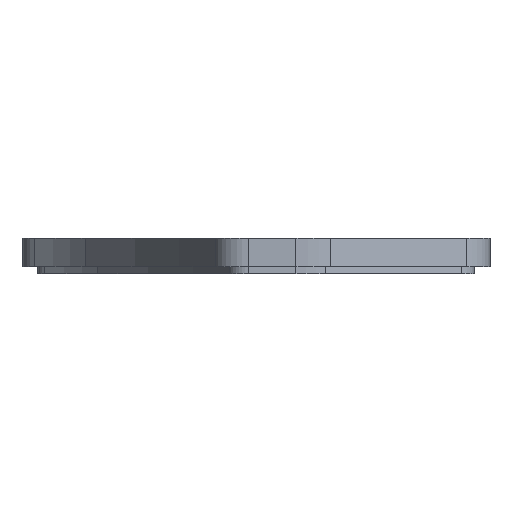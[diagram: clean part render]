
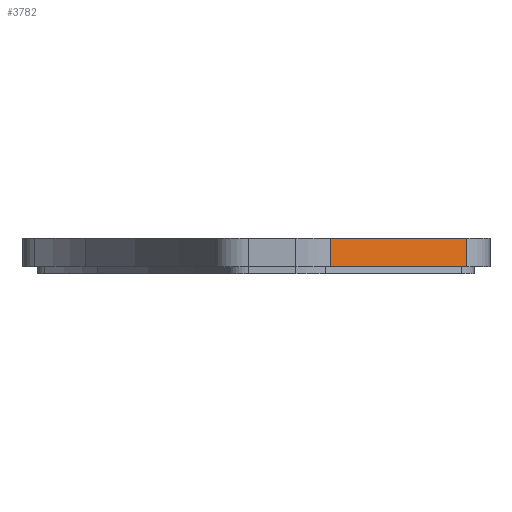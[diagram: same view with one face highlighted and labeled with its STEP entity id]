
A CAD part, left-side view. The second image highlights one B-rep face of the part: STEP entity #3782.
In plain terms, the highlighted planar face has unit normal (-0.94, -0.342, 0).
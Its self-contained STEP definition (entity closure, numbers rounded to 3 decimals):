
#80=PLANE('',#4172);
#339=FACE_OUTER_BOUND('',#572,.T.);
#572=EDGE_LOOP('',(#3143,#3144,#3145,#3146));
#796=LINE('',#5949,#1152);
#831=LINE('',#6102,#1187);
#883=LINE('',#6272,#1239);
#884=LINE('',#6274,#1240);
#1152=VECTOR('',#4783,10.);
#1187=VECTOR('',#4902,10.);
#1239=VECTOR('',#5054,10.);
#1240=VECTOR('',#5057,10.);
#1749=VERTEX_POINT('',#5946);
#1750=VERTEX_POINT('',#5948);
#1825=VERTEX_POINT('',#6099);
#1826=VERTEX_POINT('',#6101);
#2185=EDGE_CURVE('',#1749,#1750,#796,.T.);
#2261=EDGE_CURVE('',#1825,#1826,#831,.T.);
#2347=EDGE_CURVE('',#1750,#1825,#883,.T.);
#2348=EDGE_CURVE('',#1749,#1826,#884,.T.);
#3143=ORIENTED_EDGE('',*,*,#2185,.F.);
#3144=ORIENTED_EDGE('',*,*,#2348,.T.);
#3145=ORIENTED_EDGE('',*,*,#2261,.F.);
#3146=ORIENTED_EDGE('',*,*,#2347,.F.);
#3782=ADVANCED_FACE('',(#339),#80,.T.);
#4172=AXIS2_PLACEMENT_3D('',#6273,#5055,#5056);
#4783=DIRECTION('',(-0.342,0.94,0.));
#4902=DIRECTION('',(0.342,-0.94,0.));
#5054=DIRECTION('',(0.,0.,1.));
#5055=DIRECTION('center_axis',(-0.94,-0.342,0.));
#5056=DIRECTION('ref_axis',(0.342,-0.94,0.));
#5057=DIRECTION('',(0.,0.,1.));
#5946=CARTESIAN_POINT('',(-97.259,-63.355,0.));
#5948=CARTESIAN_POINT('',(-108.473,-32.545,0.));
#5949=CARTESIAN_POINT('',(-97.259,-63.355,0.));
#6099=CARTESIAN_POINT('',(-108.473,-32.545,6.5));
#6101=CARTESIAN_POINT('',(-97.259,-63.355,6.5));
#6102=CARTESIAN_POINT('',(-97.259,-63.355,6.5));
#6272=CARTESIAN_POINT('',(-108.473,-32.545,0.));
#6273=CARTESIAN_POINT('Origin',(-108.473,-32.545,0.));
#6274=CARTESIAN_POINT('',(-97.259,-63.355,0.));
